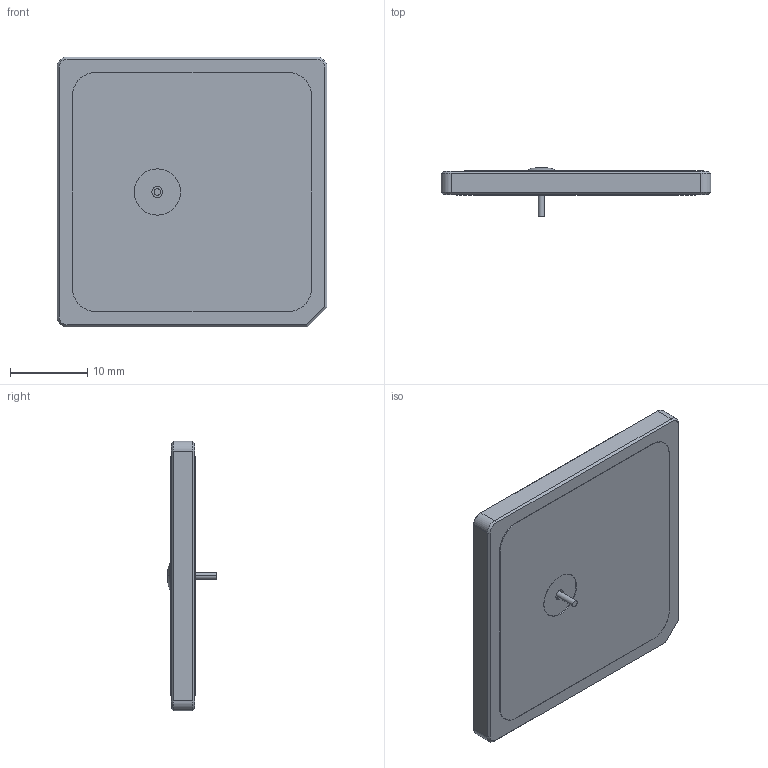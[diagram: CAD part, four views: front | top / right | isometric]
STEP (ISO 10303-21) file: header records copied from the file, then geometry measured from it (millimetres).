
FILE_DESCRIPTION (( 'STEP AP214' ), '1' );
FILE_NAME ('User Library-B35-3556920-AMT03.STEP', '2018-02-01T08:29:01', ( '' ), ( '' ), 'SwSTEP 2.0', 'SolidWorks 2018', '' );
FILE_SCHEMA (( 'AUTOMOTIVE_DESIGN' ));
Length unit declared in the file: millimetre
Products named in the file (1): User Library-B35-3556920-AMT03
Bounding box: 35 x 6.25 x 35 mm (x, y, z)
Volume: 3795.6 mm3; surface area: 2861.6 mm2
Topology: 1 solids, 1 shells, 54 faces, 122 edges, 76 vertices
Faces by surface type: plane 33, cylinder 13, cone 6, torus 2
Entity records: 2124 total; most frequent: DIRECTION 270, CARTESIAN_POINT 253, ORIENTED_EDGE 244, EDGE_CURVE 122, AXIS2_PLACEMENT_3D 93, LINE 84, VECTOR 84, VERTEX_POINT 76
